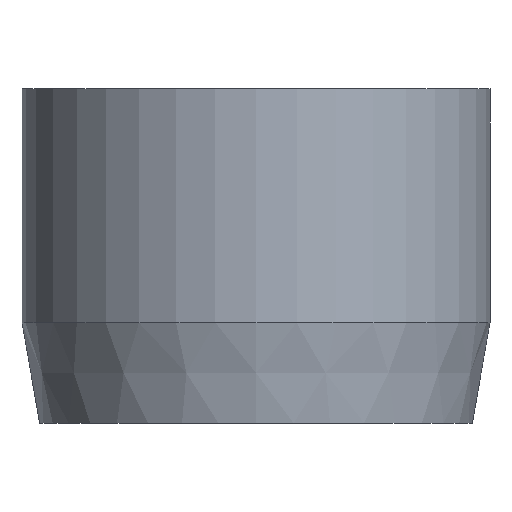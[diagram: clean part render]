
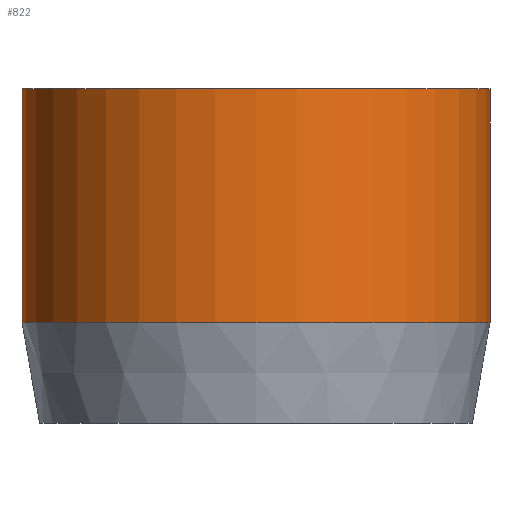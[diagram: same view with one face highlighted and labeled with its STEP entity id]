
A CAD part, front view. The second image highlights one B-rep face of the part: STEP entity #822.
In plain terms, the highlighted cylindrical face has radius 3.5 mm (diameter 7 mm), a partial arc.
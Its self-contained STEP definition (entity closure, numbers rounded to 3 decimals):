
#32 = ORIENTED_EDGE ( 'NONE', *, *, #768, .T. ) ;
#63 = CARTESIAN_POINT ( 'NONE',  ( -3.5, 0., 5. ) ) ;
#115 = DIRECTION ( 'NONE',  ( 0., 0., -1. ) ) ;
#117 = EDGE_LOOP ( 'NONE', ( #385, #224, #300, #32 ) ) ;
#149 = FACE_OUTER_BOUND ( 'NONE', #117, .T. ) ;
#159 = DIRECTION ( 'NONE',  ( 0., 0., 1. ) ) ;
#224 = ORIENTED_EDGE ( 'NONE', *, *, #1012, .F. ) ;
#252 = CARTESIAN_POINT ( 'NONE',  ( 0., 0., 5. ) ) ;
#300 = ORIENTED_EDGE ( 'NONE', *, *, #506, .T. ) ;
#301 = LINE ( 'NONE', #486, #745 ) ;
#318 = EDGE_CURVE ( 'NONE', #942, #448, #301, .T. ) ;
#385 = ORIENTED_EDGE ( 'NONE', *, *, #318, .F. ) ;
#413 = LINE ( 'NONE', #1007, #606 ) ;
#419 = DIRECTION ( 'NONE',  ( 0., 0., 1. ) ) ;
#448 = VERTEX_POINT ( 'NONE', #535 ) ;
#467 = CIRCLE ( 'NONE', #581, 3.5 ) ;
#480 = CARTESIAN_POINT ( 'NONE',  ( 3.5, 0., 5. ) ) ;
#486 = CARTESIAN_POINT ( 'NONE',  ( 3.5, 0., 5. ) ) ;
#506 = EDGE_CURVE ( 'NONE', #803, #908, #413, .T. ) ;
#535 = CARTESIAN_POINT ( 'NONE',  ( 3.5, 0., 1.5 ) ) ;
#549 = AXIS2_PLACEMENT_3D ( 'NONE', #685, #159, #774 ) ;
#581 = AXIS2_PLACEMENT_3D ( 'NONE', #938, #419, #1004 ) ;
#601 = DIRECTION ( 'NONE',  ( -1., 0., 0. ) ) ;
#606 = VECTOR ( 'NONE', #843, 1000. ) ;
#685 = CARTESIAN_POINT ( 'NONE',  ( 0., 0., 1.5 ) ) ;
#745 = VECTOR ( 'NONE', #115, 1000. ) ;
#768 = EDGE_CURVE ( 'NONE', #908, #448, #860, .T. ) ;
#774 = DIRECTION ( 'NONE',  ( 1., 0., 0. ) ) ;
#779 = DIRECTION ( 'NONE',  ( 0., 0., -1. ) ) ;
#799 = CYLINDRICAL_SURFACE ( 'NONE', #901, 3.5 ) ;
#803 = VERTEX_POINT ( 'NONE', #63 ) ;
#822 = ADVANCED_FACE ( 'NONE', ( #149 ), #799, .T. ) ;
#843 = DIRECTION ( 'NONE',  ( 0., 0., -1. ) ) ;
#860 = CIRCLE ( 'NONE', #549, 3.5 ) ;
#901 = AXIS2_PLACEMENT_3D ( 'NONE', #252, #779, #601 ) ;
#908 = VERTEX_POINT ( 'NONE', #1056 ) ;
#938 = CARTESIAN_POINT ( 'NONE',  ( 0., 0., 5. ) ) ;
#942 = VERTEX_POINT ( 'NONE', #480 ) ;
#1004 = DIRECTION ( 'NONE',  ( 1., 0., 0. ) ) ;
#1007 = CARTESIAN_POINT ( 'NONE',  ( -3.5, 0., 5. ) ) ;
#1012 = EDGE_CURVE ( 'NONE', #803, #942, #467, .T. ) ;
#1056 = CARTESIAN_POINT ( 'NONE',  ( -3.5, 0., 1.5 ) ) ;
